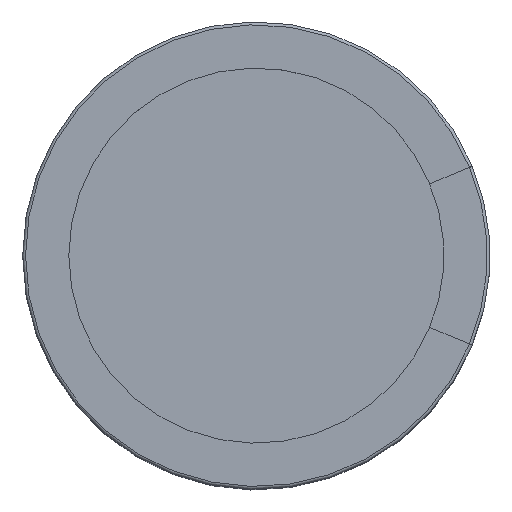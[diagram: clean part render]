
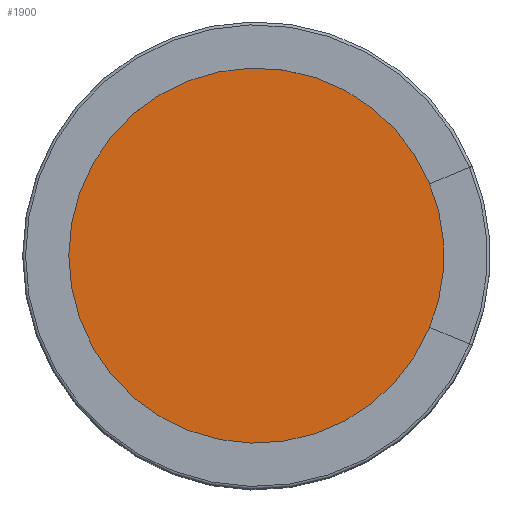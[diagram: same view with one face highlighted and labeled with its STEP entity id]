
A CAD part, top view. The second image highlights one B-rep face of the part: STEP entity #1900.
In plain terms, the highlighted planar face has unit normal (0, 0, 1).
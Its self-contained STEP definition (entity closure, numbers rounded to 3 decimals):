
#1569 = TOROIDAL_SURFACE('',#1570,7.9,0.1);
#1570 = AXIS2_PLACEMENT_3D('',#1571,#1572,#1573);
#1571 = CARTESIAN_POINT('',(0.,0.,16.001)
  );
#1572 = DIRECTION('',(0.,0.,-1.));
#1573 = DIRECTION('',(1.,0.,0.));
#1638 = VERTEX_POINT('',#1639);
#1639 = CARTESIAN_POINT('',(7.9,0.,16.101));
#1707 = EDGE_CURVE('',#1638,#1638,#1708,.T.);
#1708 = SURFACE_CURVE('',#1709,(#1714,#1743),.PCURVE_S1.);
#1709 = CIRCLE('',#1710,7.9);
#1710 = AXIS2_PLACEMENT_3D('',#1711,#1712,#1713);
#1711 = CARTESIAN_POINT('',(0.,0.,16.101)
  );
#1712 = DIRECTION('',(0.,0.,-1.));
#1713 = DIRECTION('',(-1.,0.,0.));
#1714 = PCURVE('',#1569,#1715);
#1715 = DEFINITIONAL_REPRESENTATION('',(#1716),#1742);
#1716 = B_SPLINE_CURVE_WITH_KNOTS('',3,(#1717,#1718,#1719,#1720,#1721,
    #1722,#1723,#1724,#1725,#1726,#1727,#1728,#1729,#1730,#1731,#1732,
    #1733,#1734,#1735,#1736,#1737,#1738,#1739,#1740,#1741),
  .UNSPECIFIED.,.F.,.F.,(4,1,1,1,1,1,1,1,1,1,1,1,1,1,1,1,1,1,1,1,1,1,4),
  (3.142,3.427,3.713,3.998,
    4.284,4.57,4.855,5.141,
    5.426,5.712,5.998,6.283,
    6.569,6.854,7.14,7.426,
    7.711,7.997,8.282,8.568,
    8.854,9.139,9.425),.UNSPECIFIED.);
#1717 = CARTESIAN_POINT('',(0.,4.712));
#1718 = CARTESIAN_POINT('',(0.095,4.712));
#1719 = CARTESIAN_POINT('',(0.286,4.712));
#1720 = CARTESIAN_POINT('',(0.571,4.712));
#1721 = CARTESIAN_POINT('',(0.857,4.712));
#1722 = CARTESIAN_POINT('',(1.142,4.712));
#1723 = CARTESIAN_POINT('',(1.428,4.712));
#1724 = CARTESIAN_POINT('',(1.714,4.712));
#1725 = CARTESIAN_POINT('',(1.999,4.712));
#1726 = CARTESIAN_POINT('',(2.285,4.712));
#1727 = CARTESIAN_POINT('',(2.57,4.712));
#1728 = CARTESIAN_POINT('',(2.856,4.712));
#1729 = CARTESIAN_POINT('',(3.142,4.712));
#1730 = CARTESIAN_POINT('',(3.427,4.712));
#1731 = CARTESIAN_POINT('',(3.713,4.712));
#1732 = CARTESIAN_POINT('',(3.998,4.712));
#1733 = CARTESIAN_POINT('',(4.284,4.712));
#1734 = CARTESIAN_POINT('',(4.57,4.712));
#1735 = CARTESIAN_POINT('',(4.855,4.712));
#1736 = CARTESIAN_POINT('',(5.141,4.712));
#1737 = CARTESIAN_POINT('',(5.426,4.712));
#1738 = CARTESIAN_POINT('',(5.712,4.712));
#1739 = CARTESIAN_POINT('',(5.998,4.712));
#1740 = CARTESIAN_POINT('',(6.188,4.712));
#1741 = CARTESIAN_POINT('',(6.283,4.712));
#1742 = ( GEOMETRIC_REPRESENTATION_CONTEXT(2) 
PARAMETRIC_REPRESENTATION_CONTEXT() REPRESENTATION_CONTEXT('2D SPACE',''
  ) );
#1743 = PCURVE('',#1744,#1749);
#1744 = PLANE('',#1745);
#1745 = AXIS2_PLACEMENT_3D('',#1746,#1747,#1748);
#1746 = CARTESIAN_POINT('',(-8.69,8.69,16.101));
#1747 = DIRECTION('',(0.,0.,-1.));
#1748 = DIRECTION('',(1.,0.,0.));
#1749 = DEFINITIONAL_REPRESENTATION('',(#1750),#1754);
#1750 = CIRCLE('',#1751,7.9);
#1751 = AXIS2_PLACEMENT_2D('',#1752,#1753);
#1752 = CARTESIAN_POINT('',(8.69,8.69));
#1753 = DIRECTION('',(-1.,0.));
#1754 = ( GEOMETRIC_REPRESENTATION_CONTEXT(2) 
PARAMETRIC_REPRESENTATION_CONTEXT() REPRESENTATION_CONTEXT('2D SPACE',''
  ) );
#1900 = ADVANCED_FACE('',(#1901),#1744,.F.);
#1901 = FACE_BOUND('',#1902,.T.);
#1902 = EDGE_LOOP('',(#1903));
#1903 = ORIENTED_EDGE('',*,*,#1707,.F.);
